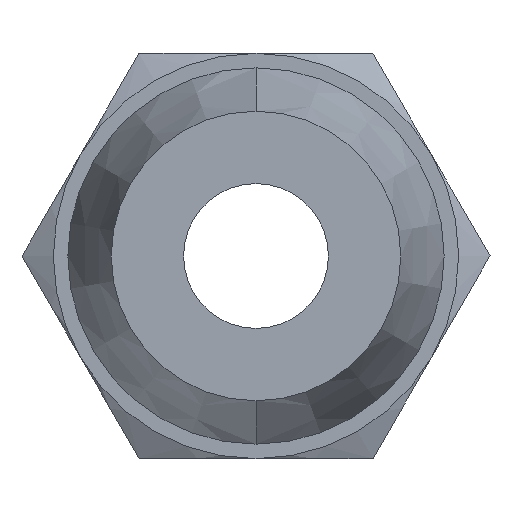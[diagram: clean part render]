
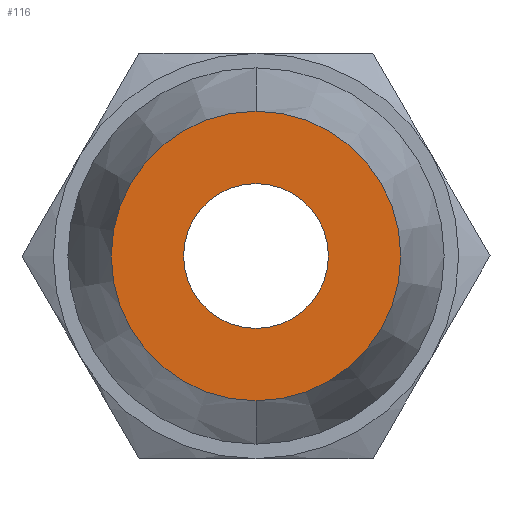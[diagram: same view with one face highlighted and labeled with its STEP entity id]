
A CAD part, front view. The second image highlights one B-rep face of the part: STEP entity #116.
In plain terms, the highlighted planar face has unit normal (0, -1, 0).
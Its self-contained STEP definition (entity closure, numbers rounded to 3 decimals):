
#116=ADVANCED_FACE('',(#238,#239),#240,.F.);
#238=FACE_BOUND('',#359,.T.);
#239=FACE_OUTER_BOUND('',#360,.T.);
#240=PLANE('',#361);
#359=EDGE_LOOP('',(#631,#632));
#360=EDGE_LOOP('',(#633,#634));
#361=AXIS2_PLACEMENT_3D('',#635,#636,#637);
#631=ORIENTED_EDGE('',*,*,#795,.F.);
#632=ORIENTED_EDGE('',*,*,#696,.F.);
#633=ORIENTED_EDGE('',*,*,#780,.T.);
#634=ORIENTED_EDGE('',*,*,#713,.T.);
#635=CARTESIAN_POINT('',(2.5,-16.0,0.));
#636=DIRECTION('',(0.0,1.0,0.));
#637=DIRECTION('',(0.0,0.,1.0));
#696=EDGE_CURVE('',#817,#819,#820,.T.);
#713=EDGE_CURVE('',#847,#848,#849,.T.);
#780=EDGE_CURVE('',#848,#847,#946,.T.);
#795=EDGE_CURVE('',#819,#817,#961,.T.);
#817=VERTEX_POINT('',#985);
#819=VERTEX_POINT('',#988);
#820=CIRCLE('',#989,1.25);
#847=VERTEX_POINT('',#1023);
#848=VERTEX_POINT('',#1024);
#849=CIRCLE('',#1025,2.5);
#946=CIRCLE('',#1229,2.5);
#961=CIRCLE('',#1244,1.25);
#985=CARTESIAN_POINT('',(0.,-16.0,1.25));
#988=CARTESIAN_POINT('',(0.0,-16.0,-1.25));
#989=AXIS2_PLACEMENT_3D('',#1265,#1266,#1267);
#1023=CARTESIAN_POINT('',(0.,-16.0,-2.5));
#1024=CARTESIAN_POINT('',(0.0,-16.0,2.5));
#1025=AXIS2_PLACEMENT_3D('',#1290,#1291,#1292);
#1229=AXIS2_PLACEMENT_3D('',#1355,#1356,#1357);
#1244=AXIS2_PLACEMENT_3D('',#1379,#1380,#1381);
#1265=CARTESIAN_POINT('',(0.0,-16.0,0.));
#1266=DIRECTION('',(0.0,-1.0,0.));
#1267=DIRECTION('',(0.0,0.,-1.0));
#1290=CARTESIAN_POINT('',(0.0,-16.0,0.));
#1291=DIRECTION('',(0.0,-1.0,0.));
#1292=DIRECTION('',(0.0,0.,-1.0));
#1355=CARTESIAN_POINT('',(0.0,-16.0,0.));
#1356=DIRECTION('',(0.0,-1.0,0.));
#1357=DIRECTION('',(0.0,0.,-1.0));
#1379=CARTESIAN_POINT('',(0.0,-16.0,0.));
#1380=DIRECTION('',(0.0,-1.0,0.));
#1381=DIRECTION('',(0.0,0.,-1.0));
